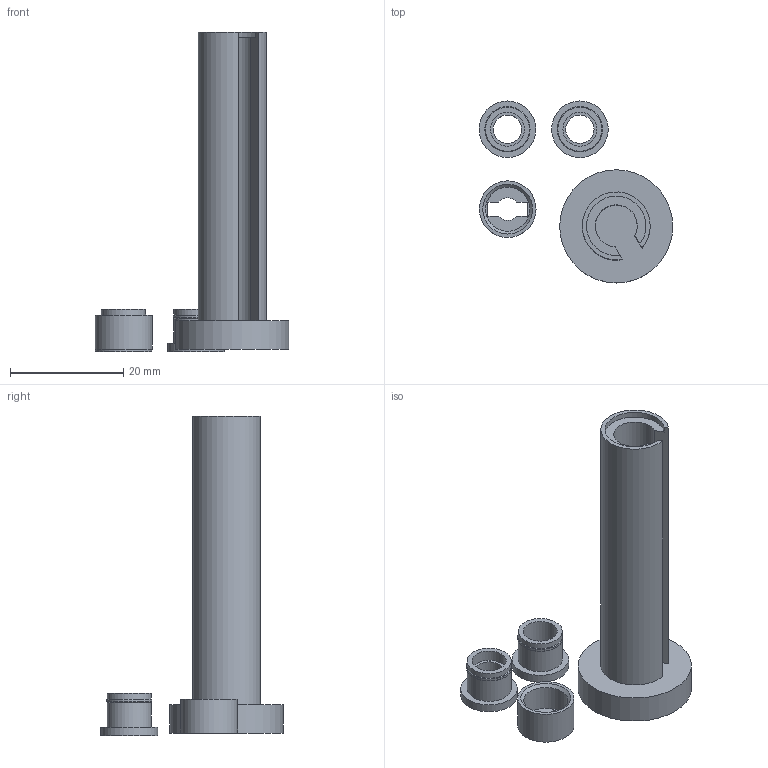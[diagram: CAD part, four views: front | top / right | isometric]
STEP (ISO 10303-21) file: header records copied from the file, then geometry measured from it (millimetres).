
FILE_DESCRIPTION(('FreeCAD Model'),'2;1');
FILE_NAME('Open CASCADE Shape Model','2025-05-23T16:55:43',('Author'),( ''),'Open CASCADE STEP processor 7.8','FreeCAD','Unknown');
FILE_SCHEMA(('AUTOMOTIVE_DESIGN { 1 0 10303 214 1 1 1 1 }'));
Length unit declared in the file: millimetre
Products named in the file (5): led-mount; led-mount-5mm; led-mount-press; led-mount-back; led-mount-6mm
Assembly tree (4 placements, depth 2):
  led-mount
    led-mount-5mm
    led-mount-press
    led-mount-back
    led-mount-6mm
Bounding box: 34.22 x 32.16 x 56.5 mm (x, y, z)
Volume: 5264 mm3; surface area: 5225.5 mm2
Topology: 4 solids, 4 shells, 48 faces, 93 edges, 59 vertices
Faces by surface type: plane 23, cylinder 20, cone 5
Full cylindrical faces by diameter (mm): 5 x2, 6 x2, 7.8 x5, 8 x2, 10 x3, 20 x1
Entity records: 2607 total; most frequent: CARTESIAN_POINT 475, DIRECTION 412, LINE 206, VECTOR 206, ORIENTED_EDGE 186, PCURVE 186, DEFINITIONAL_REPRESENTATION 186, AXIS2_PLACEMENT_3D 94
